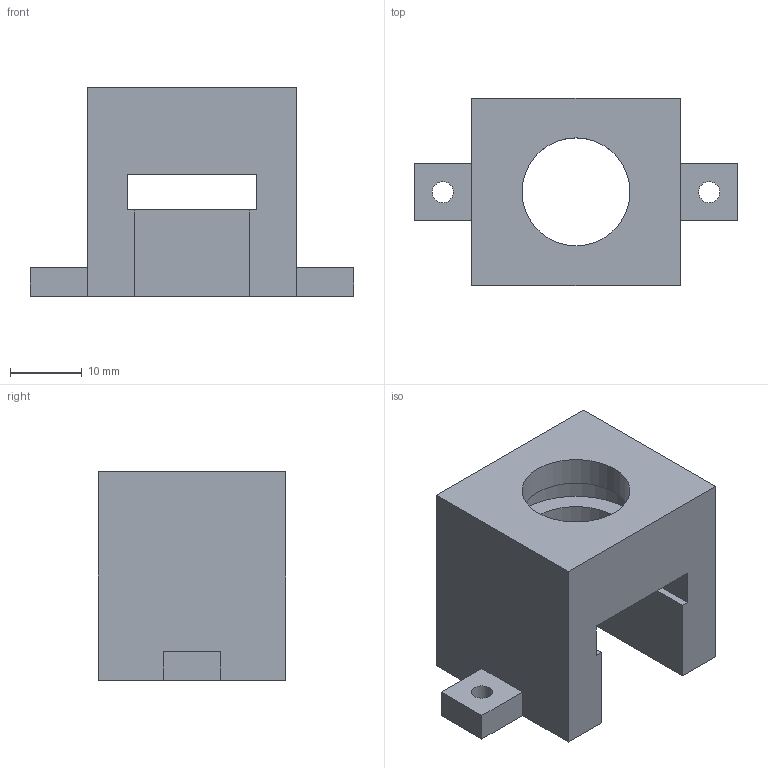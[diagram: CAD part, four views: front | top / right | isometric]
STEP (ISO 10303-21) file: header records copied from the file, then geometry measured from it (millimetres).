
FILE_DESCRIPTION(('FreeCAD Model'),'2;1');
FILE_NAME('Open CASCADE Shape Model','2024-03-11T14:05:44',(''),(''), 'Open CASCADE STEP processor 7.6','FreeCAD','Unknown');
FILE_SCHEMA(('AUTOMOTIVE_DESIGN { 1 0 10303 214 1 1 1 1 }'));
Length unit declared in the file: millimetre
Products named in the file (1): Whisker Base
Bounding box: 45 x 26 x 29 mm (x, y, z)
Volume: 13329 mm3; surface area: 6528.6 mm2
Topology: 1 solids, 1 shells, 30 faces, 77 edges, 50 vertices
Faces by surface type: plane 25, cylinder 5
Full cylindrical faces by diameter (mm): 2.95 x2, 15 x2, 20 x1
Entity records: 937 total; most frequent: CARTESIAN_POINT 158, ORIENTED_EDGE 154, DIRECTION 149, EDGE_CURVE 77, LINE 67, VECTOR 67, VERTEX_POINT 50, AXIS2_PLACEMENT_3D 41
